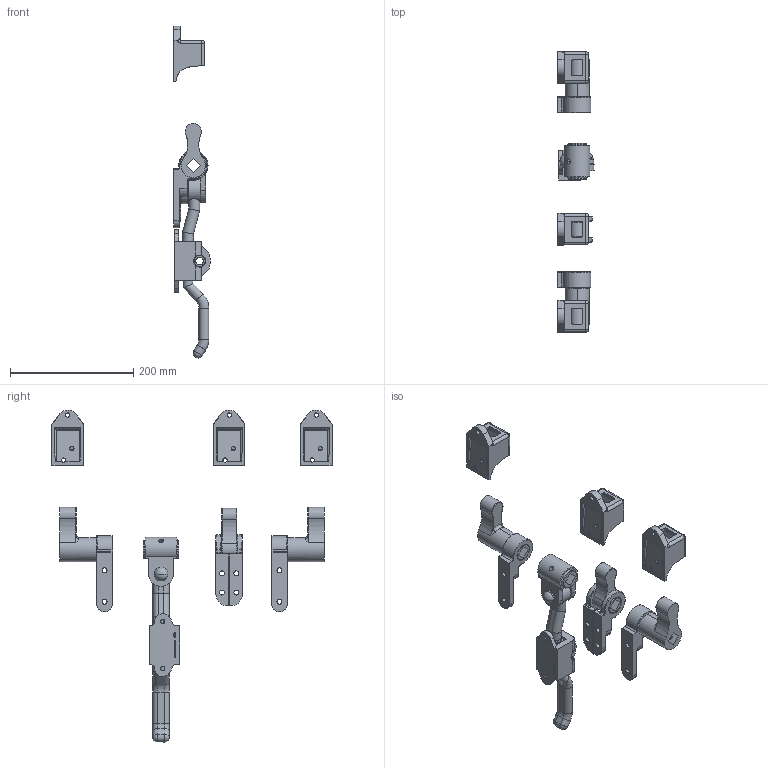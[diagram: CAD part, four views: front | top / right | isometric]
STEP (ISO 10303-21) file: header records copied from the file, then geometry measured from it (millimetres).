
FILE_DESCRIPTION (( 'STEP AP214' ), '1' );
FILE_NAME ('3608 Contain. Door Latch Kit 3 Point SS.STEP', '2017-06-28T21:56:37', ( '' ), ( '' ), 'SwSTEP 2.0', 'SolidWorks 2017', '' );
FILE_SCHEMA (( 'AUTOMOTIVE_DESIGN' ));
Length unit declared in the file: millimetre
Products named in the file (11): 3608 Casting #172 - 205; 3608 Contain. Door Latch Kit 3 Point SS; 3608 Casting #172 - 209; 3608 Casting #172 - 205 Mirror; 3608 Casting #172 - 201; 3608 Cam with Square hole; 3608 Casting #172 - 203; 3608 Cam with Extended Square hole - Mirror; 3608 Cam with Extended Square hole; 3608 Handle; 3608 Casting #173-7
Assembly tree (13 placements, depth 2):
  3608 Contain. Door Latch Kit 3 Point SS
    3608 Casting #173-7
    3608 Handle
    3608 Casting #172 - 203  x2
    3608 Cam with Extended Square hole
    3608 Cam with Extended Square hole - Mirror
    3608 Casting #172 - 209
    3608 Casting #172 - 201  x3
    3608 Cam with Square hole
    3608 Casting #172 - 205 Mirror
    3608 Casting #172 - 205
Bounding box: 59.61 x 454.1 x 538.26 mm (x, y, z)
Volume: 896003.1 mm3; surface area: 248364.9 mm2
Topology: 13 solids, 13 shells, 1179 faces, 3038 edges, 1909 vertices
Faces by surface type: plane 421, cylinder 311, bspline 268, torus 131, cone 26, sphere 22
Entity records: 45768 total; most frequent: CARTESIAN_POINT 22935, ORIENTED_EDGE 5040, DIRECTION 3977, EDGE_CURVE 2520, VERTEX_POINT 1603, AXIS2_PLACEMENT_3D 1328, LINE 1321, VECTOR 1321
